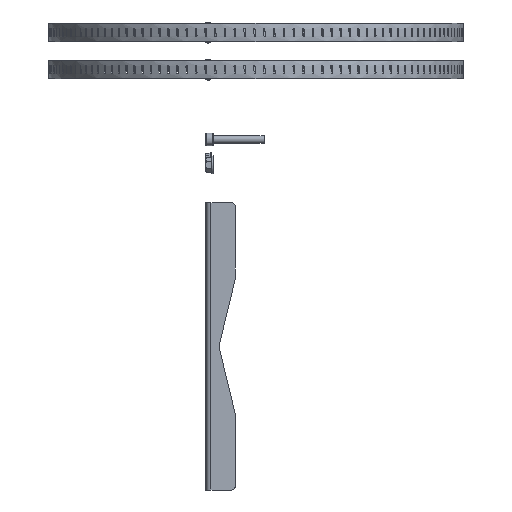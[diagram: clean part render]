
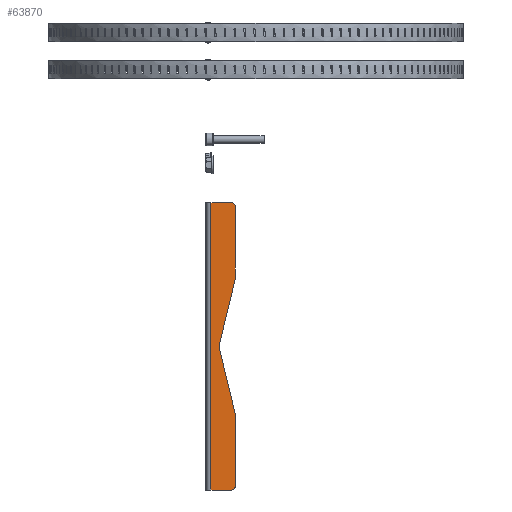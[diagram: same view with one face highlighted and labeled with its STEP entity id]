
A CAD part, left-side view. The second image highlights one B-rep face of the part: STEP entity #63870.
In plain terms, the highlighted planar face has unit normal (-1, 0, 0).
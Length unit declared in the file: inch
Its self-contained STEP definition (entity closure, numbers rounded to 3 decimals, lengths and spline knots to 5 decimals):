
#173 = LINE ( 'NONE', #44289, #11656 ) ;
#452 = EDGE_CURVE ( 'NONE', #54558, #51828, #12267, .T. ) ;
#2206 = CARTESIAN_POINT ( 'NONE',  ( -0.925, 0.65264, 4.4685 ) ) ;
#3216 = ORIENTED_EDGE ( 'NONE', *, *, #59009, .T. ) ;
#3856 = DIRECTION ( 'NONE',  ( 0., 0., 1. ) ) ;
#6276 = DIRECTION ( 'NONE',  ( 0., 0.236, 0.972 ) ) ;
#6468 = ORIENTED_EDGE ( 'NONE', *, *, #24801, .F. ) ;
#6749 = CARTESIAN_POINT ( 'NONE',  ( -0.925, 0., -4.3435 ) ) ;
#8020 = LINE ( 'NONE', #30257, #26661 ) ;
#9245 = CARTESIAN_POINT ( 'NONE',  ( -0.925, 0., 0. ) ) ;
#10081 = LINE ( 'NONE', #26573, #58757 ) ;
#10389 = CARTESIAN_POINT ( 'NONE',  ( -0.925, 0.125, 4.3435 ) ) ;
#10850 = VERTEX_POINT ( 'NONE', #13538 ) ;
#11656 = VECTOR ( 'NONE', #6276, 39.37008 ) ;
#12267 = LINE ( 'NONE', #2206, #46519 ) ;
#13538 = CARTESIAN_POINT ( 'NONE',  ( -0.925, 0., 2.125 ) ) ;
#13841 = LINE ( 'NONE', #68614, #32390 ) ;
#14167 = VERTEX_POINT ( 'NONE', #64284 ) ;
#15211 = CARTESIAN_POINT ( 'NONE',  ( -0.925, 0., 4.3435 ) ) ;
#15559 = VECTOR ( 'NONE', #31207, 39.37008 ) ;
#16330 = DIRECTION ( 'NONE',  ( -1., 0., 0. ) ) ;
#17450 = VERTEX_POINT ( 'NONE', #57787 ) ;
#17512 = CARTESIAN_POINT ( 'NONE',  ( -0.925, 0.5, -0.0625 ) ) ;
#19849 = CIRCLE ( 'NONE', #59903, 0.125 ) ;
#20361 = VECTOR ( 'NONE', #3856, 39.37008 ) ;
#20424 = CARTESIAN_POINT ( 'NONE',  ( -0.925, 0.76, 0. ) ) ;
#20614 = EDGE_CURVE ( 'NONE', #26544, #39851, #13841, .T. ) ;
#21115 = EDGE_CURVE ( 'NONE', #17450, #14167, #8020, .T. ) ;
#21627 = EDGE_LOOP ( 'NONE', ( #70430, #3216, #6468, #26095, #50151, #37148, #34419, #49334, #27500, #64017 ) ) ;
#22189 = EDGE_CURVE ( 'NONE', #17450, #47352, #62206, .T. ) ;
#22790 = CARTESIAN_POINT ( 'NONE',  ( -0.925, 0., 0. ) ) ;
#24801 = EDGE_CURVE ( 'NONE', #51828, #61438, #19849, .T. ) ;
#26095 = ORIENTED_EDGE ( 'NONE', *, *, #452, .F. ) ;
#26532 = LINE ( 'NONE', #42665, #15559 ) ;
#26544 = VERTEX_POINT ( 'NONE', #17512 ) ;
#26573 = CARTESIAN_POINT ( 'NONE',  ( -0.925, 0.5, 0.0625 ) ) ;
#26661 = VECTOR ( 'NONE', #68538, 39.37008 ) ;
#27500 = ORIENTED_EDGE ( 'NONE', *, *, #44363, .T. ) ;
#27597 = DIRECTION ( 'NONE',  ( 0., -1., 0. ) ) ;
#27658 = CARTESIAN_POINT ( 'NONE',  ( -0.925, 0.125, -4.3435 ) ) ;
#27966 = DIRECTION ( 'NONE',  ( 1., 0., 0. ) ) ;
#30257 = CARTESIAN_POINT ( 'NONE',  ( -0.925, 0.65264, -4.4685 ) ) ;
#31207 = DIRECTION ( 'NONE',  ( 0., 0., 1. ) ) ;
#31562 = CARTESIAN_POINT ( 'NONE',  ( -0.925, 0.76, 4.4685 ) ) ;
#32390 = VECTOR ( 'NONE', #35704, 39.37008 ) ;
#33539 = FACE_OUTER_BOUND ( 'NONE', #21627, .T. ) ;
#34419 = ORIENTED_EDGE ( 'NONE', *, *, #22189, .T. ) ;
#35262 = CARTESIAN_POINT ( 'NONE',  ( -0.925, 0.5, 0.0625 ) ) ;
#35704 = DIRECTION ( 'NONE',  ( 0., 0., 1. ) ) ;
#37148 = ORIENTED_EDGE ( 'NONE', *, *, #21115, .F. ) ;
#39851 = VERTEX_POINT ( 'NONE', #35262 ) ;
#40201 = DIRECTION ( 'NONE',  ( 0., -1., 0. ) ) ;
#42665 = CARTESIAN_POINT ( 'NONE',  ( -0.925, 0., 0. ) ) ;
#44289 = CARTESIAN_POINT ( 'NONE',  ( -0.925, 0., -2.125 ) ) ;
#44363 = EDGE_CURVE ( 'NONE', #70590, #26544, #173, .T. ) ;
#46178 = VECTOR ( 'NONE', #55051, 39.37008 ) ;
#46519 = VECTOR ( 'NONE', #40201, 39.37008 ) ;
#47031 = DIRECTION ( 'NONE',  ( 0., -0.236, 0.972 ) ) ;
#47352 = VERTEX_POINT ( 'NONE', #6749 ) ;
#47617 = EDGE_CURVE ( 'NONE', #39851, #10850, #10081, .T. ) ;
#48672 = LINE ( 'NONE', #9245, #20361 ) ;
#49334 = ORIENTED_EDGE ( 'NONE', *, *, #62392, .T. ) ;
#49663 = PLANE ( 'NONE',  #52343 ) ;
#50151 = ORIENTED_EDGE ( 'NONE', *, *, #52501, .T. ) ;
#51030 = CARTESIAN_POINT ( 'NONE',  ( -0.925, 0.125, 4.4685 ) ) ;
#51828 = VERTEX_POINT ( 'NONE', #51030 ) ;
#52343 = AXIS2_PLACEMENT_3D ( 'NONE', #22790, #16330, #55744 ) ;
#52501 = EDGE_CURVE ( 'NONE', #54558, #14167, #58397, .T. ) ;
#53808 = DIRECTION ( 'NONE',  ( 0., 1., 0. ) ) ;
#54558 = VERTEX_POINT ( 'NONE', #31562 ) ;
#55051 = DIRECTION ( 'NONE',  ( 0., 0., -1. ) ) ;
#55744 = DIRECTION ( 'NONE',  ( 0., 0., 1. ) ) ;
#57787 = CARTESIAN_POINT ( 'NONE',  ( -0.925, 0.125, -4.4685 ) ) ;
#58397 = LINE ( 'NONE', #20424, #46178 ) ;
#58757 = VECTOR ( 'NONE', #47031, 39.37008 ) ;
#59009 = EDGE_CURVE ( 'NONE', #10850, #61438, #26532, .T. ) ;
#59903 = AXIS2_PLACEMENT_3D ( 'NONE', #10389, #27966, #27597 ) ;
#59905 = AXIS2_PLACEMENT_3D ( 'NONE', #27658, #60979, #53808 ) ;
#60979 = DIRECTION ( 'NONE',  ( -1., 0., 0. ) ) ;
#61438 = VERTEX_POINT ( 'NONE', #15211 ) ;
#62206 = CIRCLE ( 'NONE', #59905, 0.125 ) ;
#62392 = EDGE_CURVE ( 'NONE', #47352, #70590, #48672, .T. ) ;
#63045 = CARTESIAN_POINT ( 'NONE',  ( -0.925, 0., -2.125 ) ) ;
#63870 = ADVANCED_FACE ( 'NONE', ( #33539 ), #49663, .T. ) ;
#64017 = ORIENTED_EDGE ( 'NONE', *, *, #20614, .T. ) ;
#64284 = CARTESIAN_POINT ( 'NONE',  ( -0.925, 0.76, -4.4685 ) ) ;
#68538 = DIRECTION ( 'NONE',  ( 0., 1., 0. ) ) ;
#68614 = CARTESIAN_POINT ( 'NONE',  ( -0.925, 0.5, 0. ) ) ;
#70430 = ORIENTED_EDGE ( 'NONE', *, *, #47617, .T. ) ;
#70590 = VERTEX_POINT ( 'NONE', #63045 ) ;
